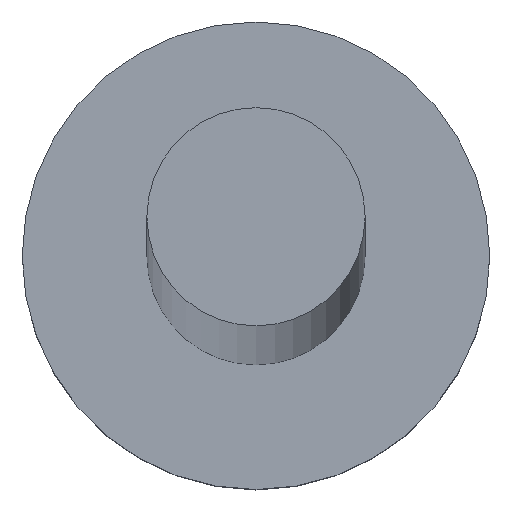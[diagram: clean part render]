
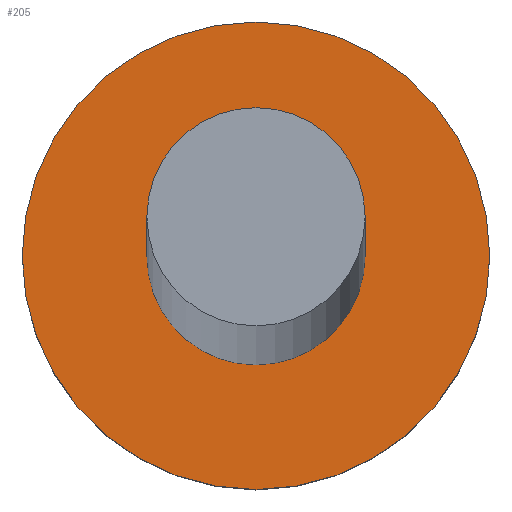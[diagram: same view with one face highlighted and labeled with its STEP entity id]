
A CAD part, top view. The second image highlights one B-rep face of the part: STEP entity #205.
In plain terms, the highlighted planar face has unit normal (0, 0, 1).
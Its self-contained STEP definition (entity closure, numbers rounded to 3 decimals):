
#4 = AXIS2_PLACEMENT_3D ( 'NONE', #200, #207, #170 ) ;
#5 = CARTESIAN_POINT ( 'NONE',  ( 0., 0., 1.5 ) ) ;
#13 = EDGE_CURVE ( 'NONE', #176, #158, #254, .T. ) ;
#27 = AXIS2_PLACEMENT_3D ( 'NONE', #241, #64, #45 ) ;
#33 = EDGE_CURVE ( 'NONE', #146, #59, #50, .T. ) ;
#36 = ORIENTED_EDGE ( 'NONE', *, *, #38, .F. ) ;
#37 = AXIS2_PLACEMENT_3D ( 'NONE', #5, #149, #131 ) ;
#38 = EDGE_CURVE ( 'NONE', #158, #176, #72, .T. ) ;
#39 = ORIENTED_EDGE ( 'NONE', *, *, #33, .T. ) ;
#45 = DIRECTION ( 'NONE',  ( 1., 0., 0. ) ) ;
#47 = ORIENTED_EDGE ( 'NONE', *, *, #161, .T. ) ;
#50 = CIRCLE ( 'NONE', #125, 1.5 ) ;
#59 = VERTEX_POINT ( 'NONE', #96 ) ;
#64 = DIRECTION ( 'NONE',  ( 0., 0., 1. ) ) ;
#68 = CARTESIAN_POINT ( 'NONE',  ( 0.7, 0., 1.5 ) ) ;
#72 = CIRCLE ( 'NONE', #27, 0.7 ) ;
#91 = DIRECTION ( 'NONE',  ( 0., 0., 1. ) ) ;
#93 = CARTESIAN_POINT ( 'NONE',  ( 0., 0., 1.5 ) ) ;
#96 = CARTESIAN_POINT ( 'NONE',  ( -1.5, 0., 1.5 ) ) ;
#112 = DIRECTION ( 'NONE',  ( 1., 0., 0. ) ) ;
#113 = FACE_BOUND ( 'NONE', #178, .T. ) ;
#115 = CARTESIAN_POINT ( 'NONE',  ( 0., 0., 1.5 ) ) ;
#122 = CIRCLE ( 'NONE', #37, 1.5 ) ;
#125 = AXIS2_PLACEMENT_3D ( 'NONE', #93, #226, #202 ) ;
#130 = PLANE ( 'NONE',  #4 ) ;
#131 = DIRECTION ( 'NONE',  ( 1., 0., 0. ) ) ;
#143 = EDGE_LOOP ( 'NONE', ( #47, #39 ) ) ;
#146 = VERTEX_POINT ( 'NONE', #244 ) ;
#149 = DIRECTION ( 'NONE',  ( 0., 0., 1. ) ) ;
#150 = CARTESIAN_POINT ( 'NONE',  ( -0.7, 0., 1.5 ) ) ;
#152 = AXIS2_PLACEMENT_3D ( 'NONE', #115, #91, #112 ) ;
#158 = VERTEX_POINT ( 'NONE', #150 ) ;
#161 = EDGE_CURVE ( 'NONE', #59, #146, #122, .T. ) ;
#170 = DIRECTION ( 'NONE',  ( 1., 0., 0. ) ) ;
#176 = VERTEX_POINT ( 'NONE', #68 ) ;
#178 = EDGE_LOOP ( 'NONE', ( #36, #220 ) ) ;
#200 = CARTESIAN_POINT ( 'NONE',  ( 0., 0., 1.5 ) ) ;
#202 = DIRECTION ( 'NONE',  ( 1., 0., 0. ) ) ;
#205 = ADVANCED_FACE ( 'NONE', ( #113, #223 ), #130, .T. ) ;
#207 = DIRECTION ( 'NONE',  ( 0., 0., 1. ) ) ;
#220 = ORIENTED_EDGE ( 'NONE', *, *, #13, .F. ) ;
#223 = FACE_OUTER_BOUND ( 'NONE', #143, .T. ) ;
#226 = DIRECTION ( 'NONE',  ( 0., 0., 1. ) ) ;
#241 = CARTESIAN_POINT ( 'NONE',  ( 0., 0., 1.5 ) ) ;
#244 = CARTESIAN_POINT ( 'NONE',  ( 1.5, 0., 1.5 ) ) ;
#254 = CIRCLE ( 'NONE', #152, 0.7 ) ;
